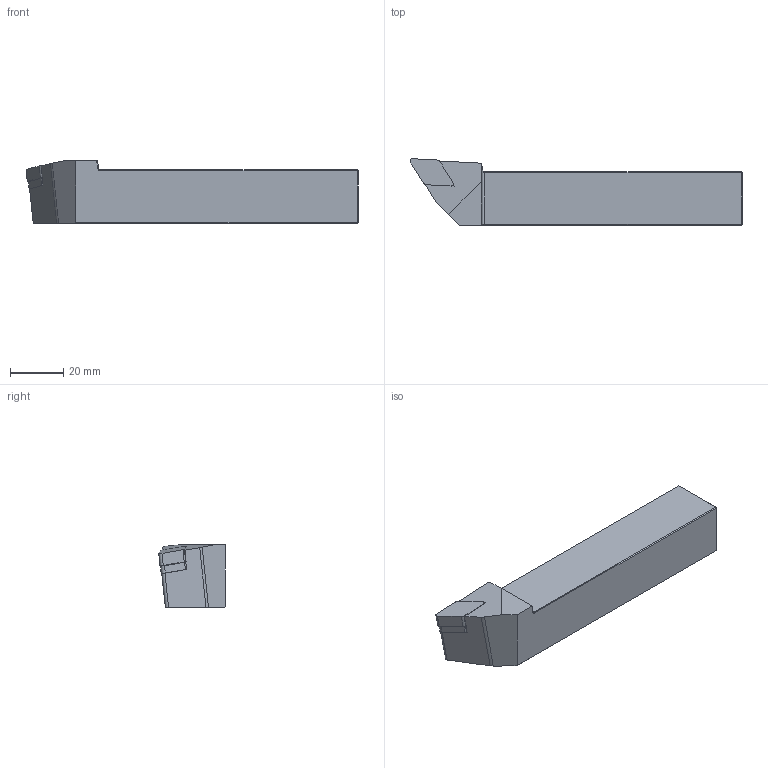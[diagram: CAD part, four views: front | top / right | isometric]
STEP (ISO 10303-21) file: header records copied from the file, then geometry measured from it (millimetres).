
FILE_DESCRIPTION(/* description */ (''),/* implementation_level */ '2;1');
FILE_NAME(/* name */ 'PDJNL-2020-K11.stp',/* time_stamp */ '2023-10-03T11:49:38+03:00',/* author */ (''),/* organization */ (''),/* preprocessor_version */ 'ST-DEVELOPER v19.4',/* originating_system */ 'SIEMENS PLM Software NX2306.3001',/* authorisation */ '');
FILE_SCHEMA (('AUTOMOTIVE_DESIGN { 1 0 10303 214 3 1 1 1 }'));
Length unit declared in the file: millimetre
Products named in the file (1): PDJNR-2020-K11
Bounding box: 124.32 x 24.92 x 23.5 mm (x, y, z)
Volume: 48263.5 mm3; surface area: 10854.1 mm2
Topology: 2 solids, 2 shells, 57 faces, 137 edges, 84 vertices
Faces by surface type: plane 42, cylinder 12, cone 2, bspline 1
Entity records: 1735 total; most frequent: CARTESIAN_POINT 304, ORIENTED_EDGE 274, DIRECTION 273, EDGE_CURVE 137, LINE 107, VECTOR 107, VERTEX_POINT 84, AXIS2_PLACEMENT_3D 83
